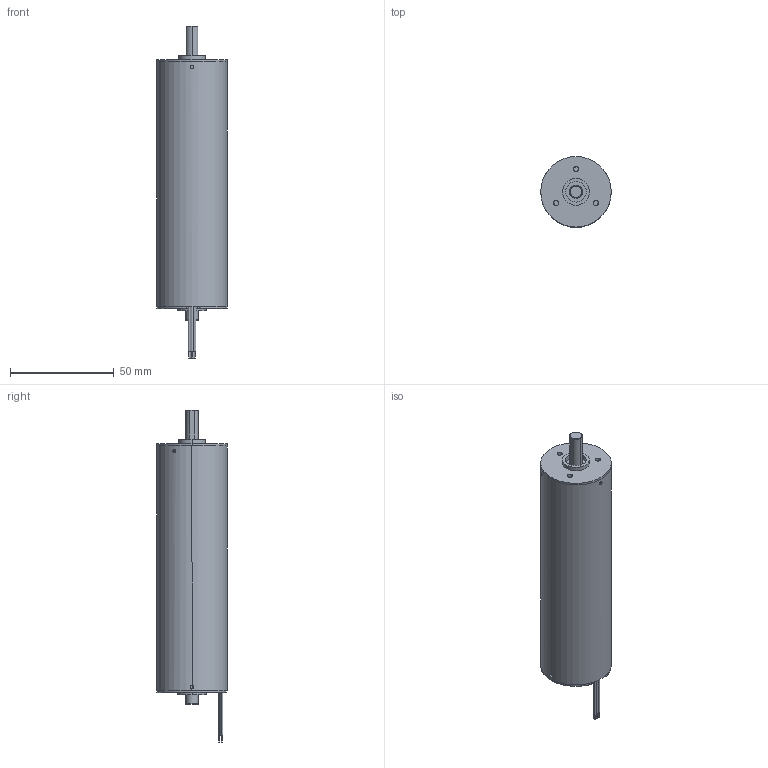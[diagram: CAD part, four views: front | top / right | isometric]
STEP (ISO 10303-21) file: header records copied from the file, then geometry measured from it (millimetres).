
FILE_DESCRIPTION (( 'STEP AP203' ), '1' );
FILE_NAME ('approval 106212001.STEP', '2025-08-04T01:02:22', ( 'China' ), ( 'Microsoft' ), 'SwSTEP 2.0', 'SolidWorks 2018', '' );
FILE_SCHEMA (( 'CONFIG_CONTROL_DESIGN' ));
Length unit declared in the file: millimetre
Products named in the file (1): approval 106212001
Bounding box: 34 x 34 x 160.05 mm (x, y, z)
Volume: 56076.1 mm3; surface area: 68126.7 mm2
Topology: 21 solids, 21 shells, 341 faces, 750 edges, 478 vertices
Faces by surface type: cylinder 202, plane 92, torus 39, cone 4, bspline 2, sphere 2
Entity records: 10076 total; most frequent: CARTESIAN_POINT 2052, DIRECTION 1853, ORIENTED_EDGE 1488, AXIS2_PLACEMENT_3D 807, EDGE_CURVE 744, VERTEX_POINT 476, CIRCLE 467, EDGE_LOOP 436
